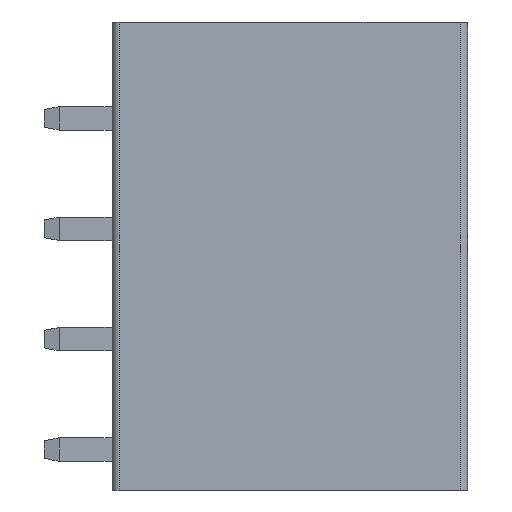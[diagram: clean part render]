
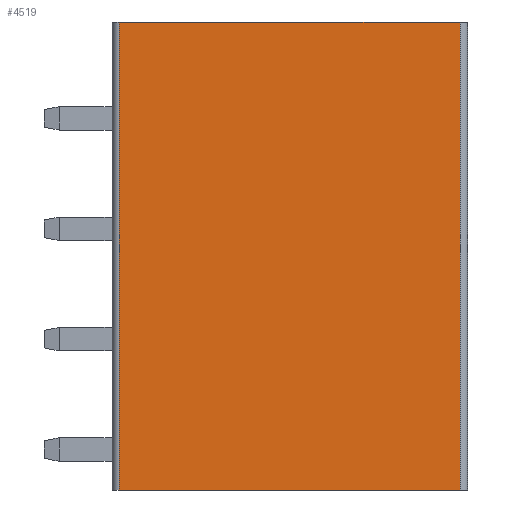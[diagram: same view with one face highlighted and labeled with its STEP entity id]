
A CAD part, left-side view. The second image highlights one B-rep face of the part: STEP entity #4519.
In plain terms, the highlighted planar face has unit normal (-1, 0, 0).
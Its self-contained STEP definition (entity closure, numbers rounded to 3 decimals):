
#543 = ORIENTED_EDGE ( 'NONE', *, *, #5153, .T. ) ;
#546 = ORIENTED_EDGE ( 'NONE', *, *, #5150, .T. ) ;
#548 = ORIENTED_EDGE ( 'NONE', *, *, #5156, .T. ) ;
#556 = ORIENTED_EDGE ( 'NONE', *, *, #5155, .T. ) ;
#868 = CARTESIAN_POINT ( 'NONE',  ( 0.018, -0.576, -24.3 ) ) ;
#869 = CARTESIAN_POINT ( 'NONE',  ( 0.018, -23.726, -24.3 ) ) ;
#870 = CARTESIAN_POINT ( 'NONE',  ( 0.018, -23.726, 7.5 ) ) ;
#871 = CARTESIAN_POINT ( 'NONE',  ( 0.018, -0.576, 7.5 ) ) ;
#2785 = LINE ( 'NONE', #2786, #4792 ) ;
#2786 = CARTESIAN_POINT ( 'NONE',  ( 0.018, -24.226, -24.3 ) ) ;
#2787 = DIRECTION ( 'NONE',  ( 0., -1., 0. ) ) ;
#2794 = LINE ( 'NONE', #2795, #4794 ) ;
#2795 = CARTESIAN_POINT ( 'NONE',  ( 0.018, -24.226, 7.5 ) ) ;
#2796 = DIRECTION ( 'NONE',  ( 0., 1., 0. ) ) ;
#2800 = LINE ( 'NONE', #2801, #4796 ) ;
#2801 = CARTESIAN_POINT ( 'NONE',  ( 0.018, -23.726, -22.5 ) ) ;
#2802 = DIRECTION ( 'NONE',  ( 0., 0., 1. ) ) ;
#2803 = LINE ( 'NONE', #2804, #4797 ) ;
#2804 = CARTESIAN_POINT ( 'NONE',  ( 0.018, -0.576, -22.5 ) ) ;
#2805 = DIRECTION ( 'NONE',  ( 0., 0., -1. ) ) ;
#3723 = FACE_OUTER_BOUND ( 'NONE', #4403, .T. ) ;
#3728 = AXIS2_PLACEMENT_3D ( 'NONE', #4086, #4087, #4088 ) ;
#4085 = PLANE ( 'NONE',  #3728 ) ;
#4086 = CARTESIAN_POINT ( 'NONE',  ( 0.018, -24.226, -22.5 ) ) ;
#4087 = DIRECTION ( 'NONE',  ( -1., 0., 0. ) ) ;
#4088 = DIRECTION ( 'NONE',  ( 0., -1., 0. ) ) ;
#4403 = EDGE_LOOP ( 'NONE', ( #548, #546, #556, #543 ) ) ;
#4519 = ADVANCED_FACE ( 'NONE', ( #3723 ), #4085, .T. ) ;
#4792 = VECTOR ( 'NONE', #2787, 1000. ) ;
#4794 = VECTOR ( 'NONE', #2796, 1000. ) ;
#4796 = VECTOR ( 'NONE', #2802, 1000. ) ;
#4797 = VECTOR ( 'NONE', #2805, 1000. ) ;
#5150 = EDGE_CURVE ( 'NONE', #5443, #5444, #2785, .T. ) ;
#5153 = EDGE_CURVE ( 'NONE', #5445, #5446, #2794, .T. ) ;
#5155 = EDGE_CURVE ( 'NONE', #5444, #5445, #2800, .T. ) ;
#5156 = EDGE_CURVE ( 'NONE', #5446, #5443, #2803, .T. ) ;
#5443 = VERTEX_POINT ( 'NONE', #868 ) ;
#5444 = VERTEX_POINT ( 'NONE', #869 ) ;
#5445 = VERTEX_POINT ( 'NONE', #870 ) ;
#5446 = VERTEX_POINT ( 'NONE', #871 ) ;
